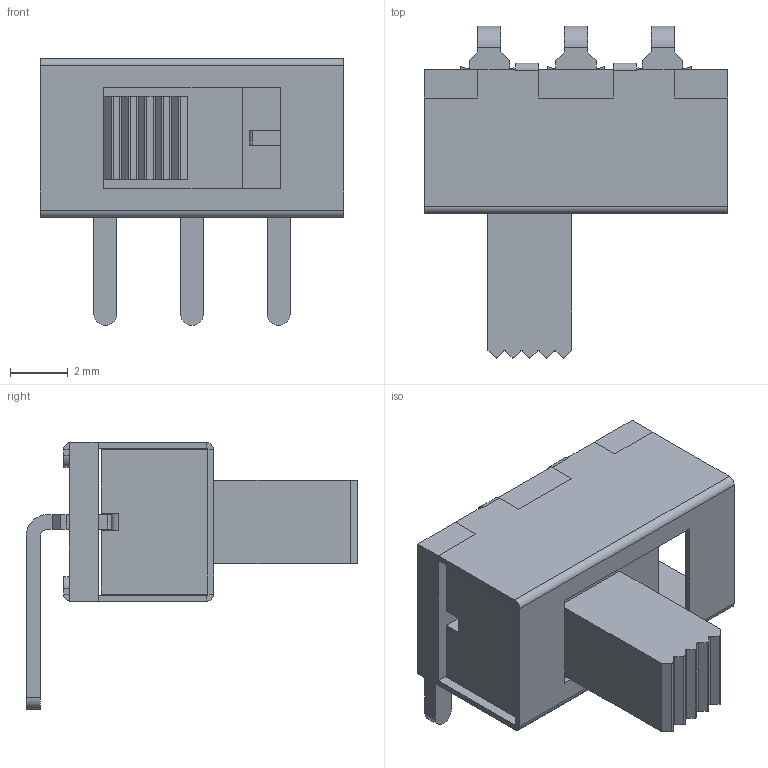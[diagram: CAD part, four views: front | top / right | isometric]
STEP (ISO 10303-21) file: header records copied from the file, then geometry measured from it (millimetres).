
FILE_DESCRIPTION(('STEP AP214'), '1');
FILE_NAME('L-KLS7-SS-12F19A-G5', '', ('UNSPECIFIED'), ('UNSPECIFIED'), 'ASCON STEP Converter 1.6', 'ASCON Math Kernel', '');
FILE_SCHEMA(('AUTOMOTIVE_DESIGN { 1 0 10303 214 3 1 1}'));
Length unit declared in the file: millimetre
Bounding box: 10.5 x 11.5 x 9.25 mm (x, y, z)
Volume: 256.8 mm3; surface area: 737.5 mm2
Topology: 7 solids, 7 shells, 215 faces, 552 edges, 352 vertices
Faces by surface type: plane 173, cylinder 42
Entity records: 8218 total; most frequent: CARTESIAN_POINT 1120, ORIENTED_EDGE 1104, DIRECTION 1068, EDGE_CURVE 552, LINE 468, VECTOR 468, VERTEX_POINT 352, AXIS2_PLACEMENT_3D 300
